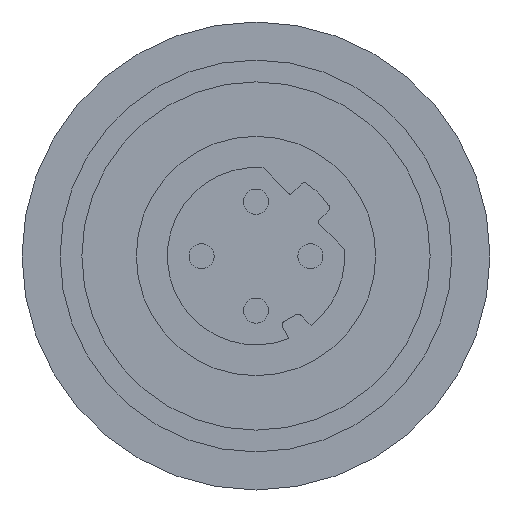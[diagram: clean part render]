
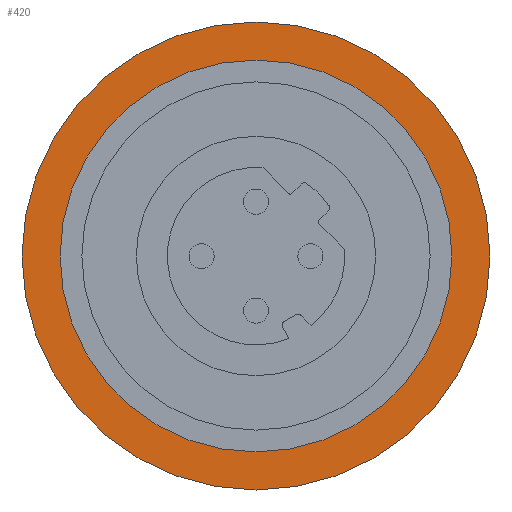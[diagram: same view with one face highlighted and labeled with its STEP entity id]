
A CAD part, left-side view. The second image highlights one B-rep face of the part: STEP entity #420.
In plain terms, the highlighted planar face has unit normal (-1, 0, 0).
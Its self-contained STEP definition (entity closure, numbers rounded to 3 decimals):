
#420=ADVANCED_FACE('',(#578,#579),#514,.F.);
#514=PLANE('',#1780);
#578=FACE_BOUND('',#677,.T.);
#579=FACE_BOUND('',#678,.T.);
#677=EDGE_LOOP('',(#918));
#678=EDGE_LOOP('',(#919));
#918=ORIENTED_EDGE('',*,*,#1436,.F.);
#919=ORIENTED_EDGE('',*,*,#1458,.T.);
#1260=VERTEX_POINT('',#2571);
#1282=VERTEX_POINT('',#2621);
#1436=EDGE_CURVE('',#1260,#1260,#1626,.T.);
#1458=EDGE_CURVE('',#1282,#1282,#1641,.T.);
#1626=CIRCLE('',#1757,10.75);
#1641=CIRCLE('',#1778,9.);
#1757=AXIS2_PLACEMENT_3D('',#2570,#2049,#2050);
#1778=AXIS2_PLACEMENT_3D('',#2620,#2098,#2099);
#1780=AXIS2_PLACEMENT_3D('',#2623,#2102,#2103);
#2049=DIRECTION('',(1.,0.,0.));
#2050=DIRECTION('',(0.,0.,-1.));
#2098=DIRECTION('',(1.,0.,0.));
#2099=DIRECTION('',(0.,0.,-1.));
#2102=DIRECTION('',(1.,0.,0.));
#2103=DIRECTION('',(0.,0.,1.));
#2570=CARTESIAN_POINT('',(-29.,0.,0.008));
#2571=CARTESIAN_POINT('',(-29.,0.,-10.742));
#2620=CARTESIAN_POINT('',(-29.,0.,0.008));
#2621=CARTESIAN_POINT('',(-29.,0.,-8.992));
#2623=CARTESIAN_POINT('',(-29.,0.,-8.992));
